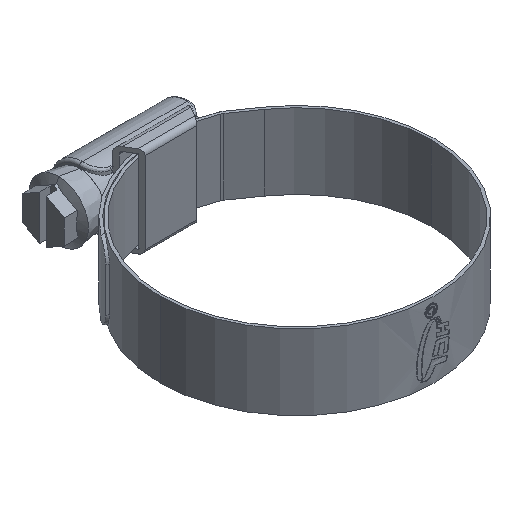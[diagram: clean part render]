
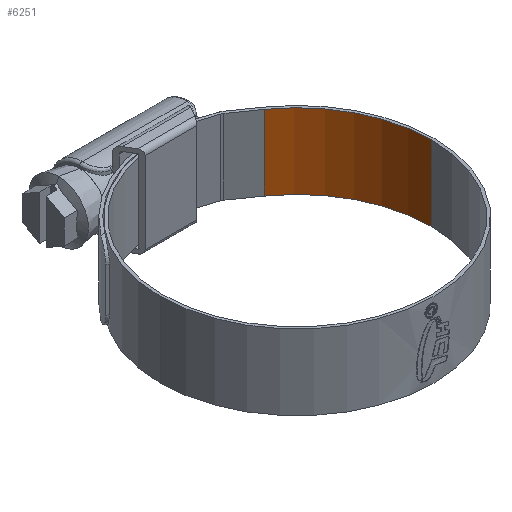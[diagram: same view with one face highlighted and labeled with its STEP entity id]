
A CAD part, isometric view. The second image highlights one B-rep face of the part: STEP entity #6251.
In plain terms, the highlighted cylindrical face has radius 25.5 mm (diameter 51 mm), a partial arc.
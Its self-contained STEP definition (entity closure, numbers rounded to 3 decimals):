
#4 = DIRECTION ( 'NONE',  ( 0., 0., -1. ) ) ;
#101 = CARTESIAN_POINT ( 'NONE',  ( 14.626, 20.888, 7.135 ) ) ;
#242 = VERTEX_POINT ( 'NONE', #3685 ) ;
#260 = LINE ( 'NONE', #2050, #7647 ) ;
#954 = CIRCLE ( 'NONE', #5294, 25.5 ) ;
#985 = VERTEX_POINT ( 'NONE', #3367 ) ;
#1318 = AXIS2_PLACEMENT_3D ( 'NONE', #2597, #7203, #7317 ) ;
#1943 = EDGE_CURVE ( 'NONE', #4242, #242, #4561, .T. ) ;
#2014 = DIRECTION ( 'NONE',  ( 0., 0., -1. ) ) ;
#2050 = CARTESIAN_POINT ( 'NONE',  ( 25.5, 0., 7.135 ) ) ;
#2301 = DIRECTION ( 'NONE',  ( 0., 0., 1. ) ) ;
#2354 = ORIENTED_EDGE ( 'NONE', *, *, #7293, .T. ) ;
#2597 = CARTESIAN_POINT ( 'NONE',  ( 0., 0., -7.135 ) ) ;
#2655 = CARTESIAN_POINT ( 'NONE',  ( 25.5, 0., -7.135 ) ) ;
#2818 = EDGE_CURVE ( 'NONE', #7537, #242, #5313, .T. ) ;
#3367 = CARTESIAN_POINT ( 'NONE',  ( 25.5, 0., 7.135 ) ) ;
#3685 = CARTESIAN_POINT ( 'NONE',  ( 14.626, 20.888, -7.135 ) ) ;
#4106 = CARTESIAN_POINT ( 'NONE',  ( 14.626, 20.888, 7.135 ) ) ;
#4242 = VERTEX_POINT ( 'NONE', #2655 ) ;
#4454 = EDGE_CURVE ( 'NONE', #985, #4242, #260, .T. ) ;
#4561 = CIRCLE ( 'NONE', #1318, 25.5 ) ;
#4567 = VECTOR ( 'NONE', #4578, 1000. ) ;
#4578 = DIRECTION ( 'NONE',  ( 0., 0., -1. ) ) ;
#4642 = DIRECTION ( 'NONE',  ( -1., 0., 0. ) ) ;
#5228 = FACE_OUTER_BOUND ( 'NONE', #6890, .T. ) ;
#5294 = AXIS2_PLACEMENT_3D ( 'NONE', #6261, #2301, #6683 ) ;
#5296 = CARTESIAN_POINT ( 'NONE',  ( 0., 0., 7.135 ) ) ;
#5313 = LINE ( 'NONE', #4106, #4567 ) ;
#5691 = ORIENTED_EDGE ( 'NONE', *, *, #4454, .F. ) ;
#6251 = ADVANCED_FACE ( 'NONE', ( #5228 ), #7562, .F. ) ;
#6261 = CARTESIAN_POINT ( 'NONE',  ( 0., 0., 7.135 ) ) ;
#6333 = ORIENTED_EDGE ( 'NONE', *, *, #1943, .F. ) ;
#6517 = AXIS2_PLACEMENT_3D ( 'NONE', #5296, #4, #4642 ) ;
#6683 = DIRECTION ( 'NONE',  ( 1., 0., 0. ) ) ;
#6890 = EDGE_LOOP ( 'NONE', ( #5691, #2354, #7391, #6333 ) ) ;
#7203 = DIRECTION ( 'NONE',  ( 0., 0., 1. ) ) ;
#7293 = EDGE_CURVE ( 'NONE', #985, #7537, #954, .T. ) ;
#7317 = DIRECTION ( 'NONE',  ( 1., 0., 0. ) ) ;
#7391 = ORIENTED_EDGE ( 'NONE', *, *, #2818, .T. ) ;
#7537 = VERTEX_POINT ( 'NONE', #101 ) ;
#7562 = CYLINDRICAL_SURFACE ( 'NONE', #6517, 25.5 ) ;
#7647 = VECTOR ( 'NONE', #2014, 1000. ) ;
